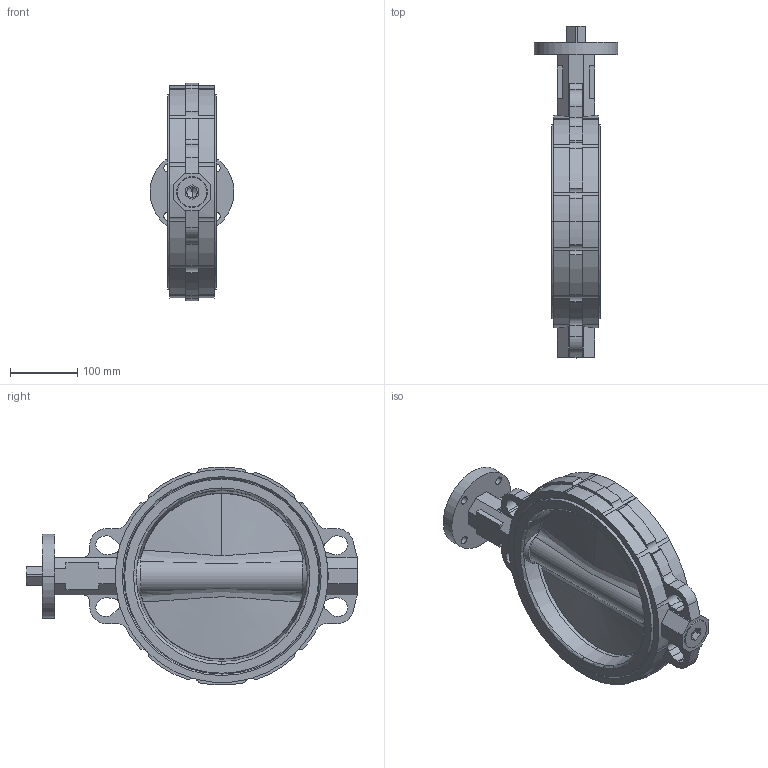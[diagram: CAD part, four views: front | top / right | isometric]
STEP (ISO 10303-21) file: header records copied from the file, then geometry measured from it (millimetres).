
FILE_DESCRIPTION (( 'STEP AP203' ), '1' );
FILE_NAME ('DN250評概蚾饜极.STEP', '2024-08-15T08:07:20', ( '' ), ( '' ), 'SwSTEP 2.0', 'SolidWorks 2018', '' );
FILE_SCHEMA (( 'CONFIG_CONTROL_DESIGN' ));
Length unit declared in the file: millimetre
Products named in the file (3): DN250む坻錨窒璃; DN250評概蚾饜极; 概极
Assembly tree (2 placements, depth 2):
  DN250評概蚾饜极
    DN250む坻錨窒璃
    概极
Bounding box: 125 x 494.5 x 324.59 mm (x, y, z)
Volume: 3753629.3 mm3; surface area: 610585.2 mm2
Topology: 12 solids, 12 shells, 957 faces, 2660 edges, 1755 vertices
Faces by surface type: cylinder 457, plane 404, cone 43, bspline 36, torus 17
Entity records: 39256 total; most frequent: CARTESIAN_POINT 14278, ORIENTED_EDGE 5316, DIRECTION 5092, EDGE_CURVE 2658, AXIS2_PLACEMENT_3D 1882, VERTEX_POINT 1755, LINE 1328, VECTOR 1328
